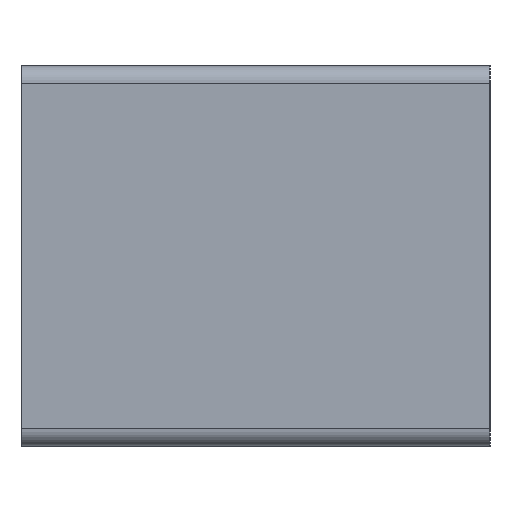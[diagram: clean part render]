
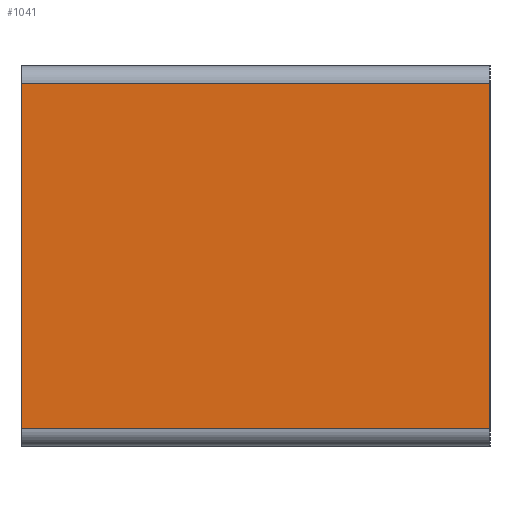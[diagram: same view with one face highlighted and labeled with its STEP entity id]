
A CAD part, left-side view. The second image highlights one B-rep face of the part: STEP entity #1041.
In plain terms, the highlighted planar face has unit normal (-1, 0, 0).
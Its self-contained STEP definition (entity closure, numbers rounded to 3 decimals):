
#64=PLANE('',#1183);
#114=FACE_OUTER_BOUND('',#194,.T.);
#194=EDGE_LOOP('',(#910,#911,#912,#913));
#249=LINE('',#1674,#329);
#275=LINE('',#1777,#355);
#279=LINE('',#1796,#359);
#280=LINE('',#1798,#360);
#329=VECTOR('',#1338,10.);
#355=VECTOR('',#1462,10.);
#359=VECTOR('',#1484,10.);
#360=VECTOR('',#1487,10.);
#490=VERTEX_POINT('',#1671);
#491=VERTEX_POINT('',#1673);
#518=VERTEX_POINT('',#1774);
#519=VERTEX_POINT('',#1776);
#601=EDGE_CURVE('',#490,#491,#249,.T.);
#649=EDGE_CURVE('',#519,#518,#275,.T.);
#659=EDGE_CURVE('',#519,#490,#279,.T.);
#660=EDGE_CURVE('',#491,#518,#280,.T.);
#910=ORIENTED_EDGE('',*,*,#659,.F.);
#911=ORIENTED_EDGE('',*,*,#649,.T.);
#912=ORIENTED_EDGE('',*,*,#660,.F.);
#913=ORIENTED_EDGE('',*,*,#601,.F.);
#1041=ADVANCED_FACE('',(#114),#64,.T.);
#1183=AXIS2_PLACEMENT_3D('',#1797,#1485,#1486);
#1338=DIRECTION('',(0.,0.,1.));
#1462=DIRECTION('',(0.,0.,1.));
#1484=DIRECTION('',(0.,1.,0.));
#1485=DIRECTION('center_axis',(-1.,0.,0.));
#1486=DIRECTION('ref_axis',(0.,0.,1.));
#1487=DIRECTION('',(0.,-1.,0.));
#1671=CARTESIAN_POINT('',(0.,80.,-62.));
#1673=CARTESIAN_POINT('',(0.,80.,-3.));
#1674=CARTESIAN_POINT('',(0.,80.,-65.));
#1774=CARTESIAN_POINT('',(0.,0.,-3.));
#1776=CARTESIAN_POINT('',(0.,0.,-62.));
#1777=CARTESIAN_POINT('',(0.,0.,-65.));
#1796=CARTESIAN_POINT('',(0.,0.,-62.));
#1797=CARTESIAN_POINT('Origin',(0.,0.,-65.));
#1798=CARTESIAN_POINT('',(0.,0.,-3.));
